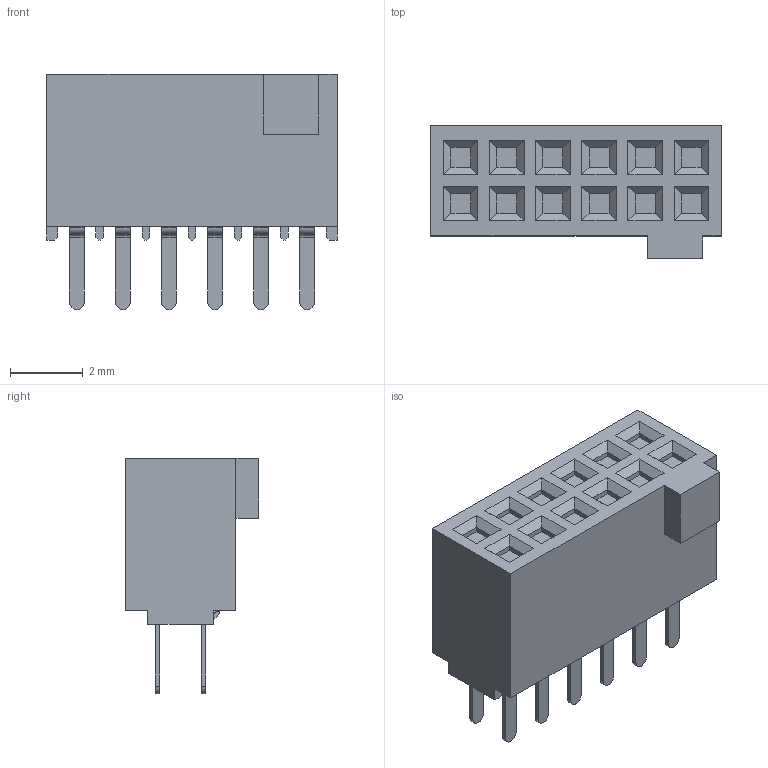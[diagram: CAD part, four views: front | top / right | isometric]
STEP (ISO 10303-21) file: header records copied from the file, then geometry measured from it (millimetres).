
FILE_DESCRIPTION( ('This file contains a STEP AP42 implementation' ,'as created by ZW3D STEP Interface translator.') ,'2;1' );
FILE_NAME( '3601-S012-A11SXXR11.stp' ,'24 417. 925 1', (''), ('ZWCAD Software Co.'), 'Version 1.0', 'ZW3D to STEP translator', '' );
FILE_SCHEMA(('AUTOMOTIVE_DESIGN { 1 0 10303 214 1 1 1 1 }'));
Length unit declared in the file: millimetre
Products named in the file (2): 0; 3601-S012-A11SXXR11
Bounding box: 8 x 3.68 x 6.48 mm (x, y, z)
Volume: 103 mm3; surface area: 212.5 mm2
Topology: 1 solids, 1 shells, 439 faces, 1044 edges, 648 vertices
Faces by surface type: plane 367, cylinder 72
Entity records: 12826 total; most frequent: CARTESIAN_POINT 2132, ORIENTED_EDGE 2088, DIRECTION 2068, EDGE_CURVE 1044, VECTOR 900, LINE 900, VERTEX_POINT 648, AXIS2_PLACEMENT_3D 584
